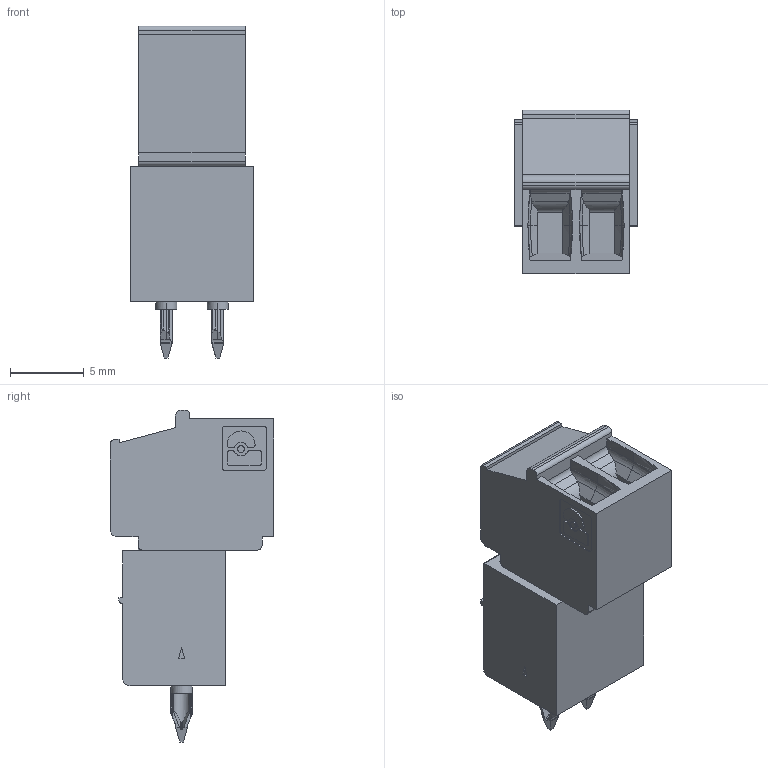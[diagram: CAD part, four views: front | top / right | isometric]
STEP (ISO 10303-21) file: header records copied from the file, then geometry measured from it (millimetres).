
FILE_DESCRIPTION(('FreeCAD Model'),'2;1');
FILE_NAME('Fusion.step', '2017-03-03T18:42:15',('Author'),(''), 'Open CASCADE STEP processor 6.8','FreeCAD','Unknown');
FILE_SCHEMA(('AUTOMOTIVE_DESIGN_CC2 { 1 2 10303 214 -1 1 5 4 }'));
Length unit declared in the file: millimetre
Products named in the file (2): ASSEMBLY; Fusion
Assembly tree (1 placements, depth 2):
  ASSEMBLY
    Fusion
Bounding box: 8.4 x 11.1 x 22.52 mm (x, y, z)
Volume: 1072 mm3; surface area: 1473.3 mm2
Topology: 1 solids, 1 shells, 430 faces, 1160 edges, 746 vertices
Faces by surface type: plane 271, cylinder 135, cone 12, torus 12
Entity records: 49588 total; most frequent: CARTESIAN_POINT 24671, DIRECTION 3719, ORIENTED_EDGE 2320, PCURVE 2320, DEFINITIONAL_REPRESENTATION 2320, LINE 1988, VECTOR 1988, EDGE_CURVE 1160
